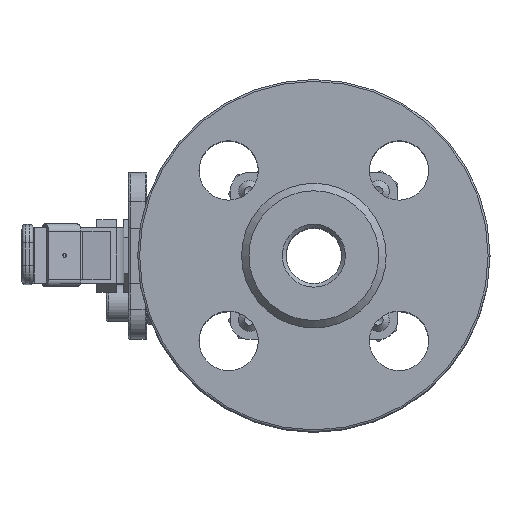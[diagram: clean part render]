
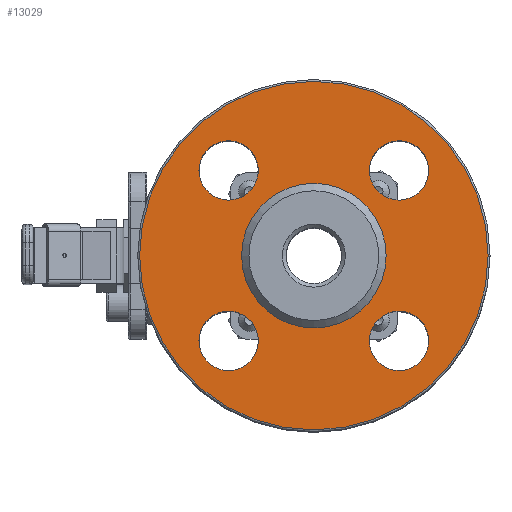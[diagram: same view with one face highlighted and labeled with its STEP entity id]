
A CAD part, top view. The second image highlights one B-rep face of the part: STEP entity #13029.
In plain terms, the highlighted planar face has unit normal (0, 0, 1).
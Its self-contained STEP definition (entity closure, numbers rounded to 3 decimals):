
#3404=FACE_BOUND('',#4372,.T.);
#3405=FACE_BOUND('',#4373,.T.);
#3406=FACE_BOUND('',#4374,.T.);
#3407=FACE_BOUND('',#4375,.T.);
#3408=FACE_BOUND('',#4376,.T.);
#3566=FACE_OUTER_BOUND('',#4371,.T.);
#4371=EDGE_LOOP('',(#9232));
#4372=EDGE_LOOP('',(#9233));
#4373=EDGE_LOOP('',(#9234));
#4374=EDGE_LOOP('',(#9235));
#4375=EDGE_LOOP('',(#9236));
#4376=EDGE_LOOP('',(#9237));
#5270=CIRCLE('',#14196,47.);
#5272=CIRCLE('',#14200,19.5);
#5273=CIRCLE('',#14201,8.);
#5274=CIRCLE('',#14202,8.);
#5275=CIRCLE('',#14203,8.);
#5276=CIRCLE('',#14204,8.);
#5967=VERTEX_POINT('',#20745);
#5969=VERTEX_POINT('',#20753);
#5970=VERTEX_POINT('',#20755);
#5971=VERTEX_POINT('',#20757);
#5972=VERTEX_POINT('',#20759);
#5973=VERTEX_POINT('',#20761);
#7192=EDGE_CURVE('',#5967,#5967,#5270,.T.);
#7195=EDGE_CURVE('',#5969,#5969,#5272,.T.);
#7196=EDGE_CURVE('',#5970,#5970,#5273,.T.);
#7197=EDGE_CURVE('',#5971,#5971,#5274,.T.);
#7198=EDGE_CURVE('',#5972,#5972,#5275,.T.);
#7199=EDGE_CURVE('',#5973,#5973,#5276,.T.);
#9232=ORIENTED_EDGE('',*,*,#7192,.F.);
#9233=ORIENTED_EDGE('',*,*,#7195,.F.);
#9234=ORIENTED_EDGE('',*,*,#7196,.F.);
#9235=ORIENTED_EDGE('',*,*,#7197,.F.);
#9236=ORIENTED_EDGE('',*,*,#7198,.F.);
#9237=ORIENTED_EDGE('',*,*,#7199,.F.);
#12642=PLANE('',#14199);
#13029=ADVANCED_FACE('',(#3566,#3404,#3405,#3406,#3407,#3408),#12642,.F.);
#14196=AXIS2_PLACEMENT_3D('',#20747,#15778,#15779);
#14199=AXIS2_PLACEMENT_3D('',#20752,#15785,#15786);
#14200=AXIS2_PLACEMENT_3D('',#20754,#15787,#15788);
#14201=AXIS2_PLACEMENT_3D('',#20756,#15789,#15790);
#14202=AXIS2_PLACEMENT_3D('',#20758,#15791,#15792);
#14203=AXIS2_PLACEMENT_3D('',#20760,#15793,#15794);
#14204=AXIS2_PLACEMENT_3D('',#20762,#15795,#15796);
#15778=DIRECTION('center_axis',(0.,0.,-1.));
#15779=DIRECTION('ref_axis',(1.,0.,0.));
#15785=DIRECTION('center_axis',(0.,0.,-1.));
#15786=DIRECTION('ref_axis',(-1.,0.,0.));
#15787=DIRECTION('center_axis',(0.,0.,1.));
#15788=DIRECTION('ref_axis',(-1.,0.,0.));
#15789=DIRECTION('center_axis',(0.,0.,1.));
#15790=DIRECTION('ref_axis',(1.,0.,0.));
#15791=DIRECTION('center_axis',(0.,0.,1.));
#15792=DIRECTION('ref_axis',(1.,0.,0.));
#15793=DIRECTION('center_axis',(0.,0.,1.));
#15794=DIRECTION('ref_axis',(1.,0.,0.));
#15795=DIRECTION('center_axis',(0.,0.,1.));
#15796=DIRECTION('ref_axis',(1.,0.,0.));
#20745=CARTESIAN_POINT('',(47.,0.,3.));
#20747=CARTESIAN_POINT('Origin',(0.,0.,3.));
#20752=CARTESIAN_POINT('Origin',(0.,0.,3.));
#20753=CARTESIAN_POINT('',(19.5,0.,3.));
#20754=CARTESIAN_POINT('Origin',(0.,0.,3.));
#20755=CARTESIAN_POINT('',(14.981,-22.981,3.));
#20756=CARTESIAN_POINT('Origin',(22.981,-22.981,3.));
#20757=CARTESIAN_POINT('',(14.981,22.981,3.));
#20758=CARTESIAN_POINT('Origin',(22.981,22.981,3.));
#20759=CARTESIAN_POINT('',(-30.981,22.981,3.));
#20760=CARTESIAN_POINT('Origin',(-22.981,22.981,3.));
#20761=CARTESIAN_POINT('',(-30.981,-22.981,3.));
#20762=CARTESIAN_POINT('Origin',(-22.981,-22.981,3.));
